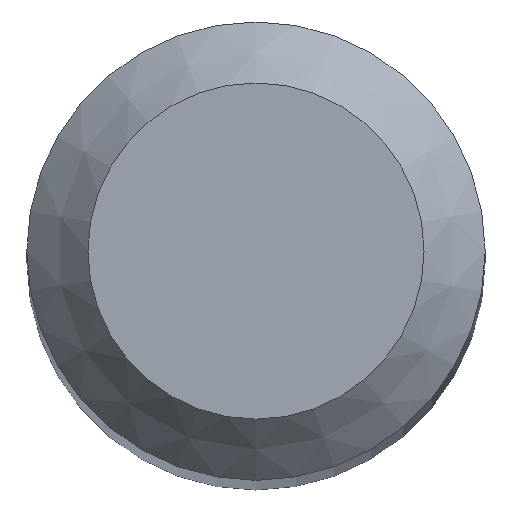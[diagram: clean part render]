
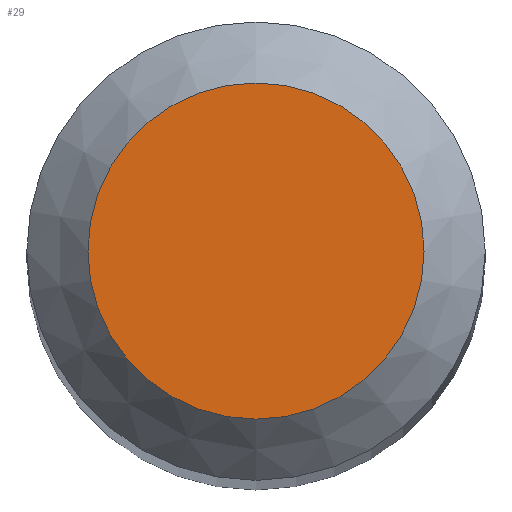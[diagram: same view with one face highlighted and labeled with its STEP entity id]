
A CAD part, top view. The second image highlights one B-rep face of the part: STEP entity #29.
In plain terms, the highlighted planar face has unit normal (0, 0, 1).
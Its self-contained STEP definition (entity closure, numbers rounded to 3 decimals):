
#7 = CARTESIAN_POINT ( 'NONE',  ( 0., 1.1, 38. ) ) ;
#11 = VERTEX_POINT ( 'NONE', #7 ) ;
#29 = ADVANCED_FACE ( 'NONE', ( #200 ), #39, .F. ) ;
#39 = PLANE ( 'NONE',  #174 ) ;
#68 = DIRECTION ( 'NONE',  ( 0., 1., 0. ) ) ;
#84 = DIRECTION ( 'NONE',  ( 0., 0., -1. ) ) ;
#86 = ORIENTED_EDGE ( 'NONE', *, *, #151, .F. ) ;
#96 = EDGE_LOOP ( 'NONE', ( #86 ) ) ;
#109 = AXIS2_PLACEMENT_3D ( 'NONE', #172, #84, #152 ) ;
#131 = CARTESIAN_POINT ( 'NONE',  ( 0., 0., 38. ) ) ;
#135 = DIRECTION ( 'NONE',  ( 0., 0., -1. ) ) ;
#151 = EDGE_CURVE ( 'NONE', #11, #11, #191, .T. ) ;
#152 = DIRECTION ( 'NONE',  ( 0., 1., 0. ) ) ;
#172 = CARTESIAN_POINT ( 'NONE',  ( 0., 0., 38. ) ) ;
#174 = AXIS2_PLACEMENT_3D ( 'NONE', #131, #135, #68 ) ;
#191 = CIRCLE ( 'NONE', #109, 1.1 ) ;
#200 = FACE_OUTER_BOUND ( 'NONE', #96, .T. ) ;
